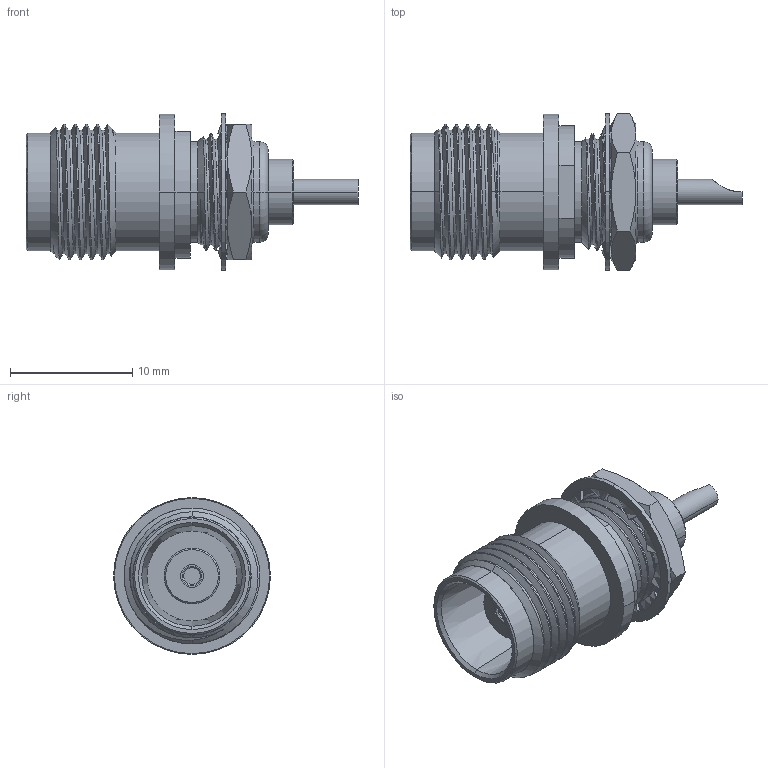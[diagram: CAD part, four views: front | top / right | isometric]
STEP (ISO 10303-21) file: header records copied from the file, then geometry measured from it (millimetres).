
FILE_DESCRIPTION (( 'STEP AP203' ), '1' );
FILE_NAME ('PE4063.step', '2019-07-09T18:47:33', ( '' ), ( '' ), 'SwSTEP 2.0', 'SolidWorks 2018', '' );
FILE_SCHEMA (( 'CONFIG_CONTROL_DESIGN' ));
Length unit declared in the file: inch
Products named in the file (1): PE4063
Bounding box: 27.18 x 12.84 x 12.84 mm (x, y, z)
Volume: 1344.6 mm3; surface area: 1759.4 mm2
Topology: 3 solids, 3 shells, 228 faces, 626 edges, 414 vertices
Faces by surface type: cylinder 81, bspline 56, plane 48, cone 41, torus 2
Entity records: 14038 total; most frequent: CARTESIAN_POINT 8790, ORIENTED_EDGE 1252, DIRECTION 848, EDGE_CURVE 626, VERTEX_POINT 414, AXIS2_PLACEMENT_3D 332, EDGE_LOOP 242, B_SPLINE_CURVE_WITH_KNOTS 231
